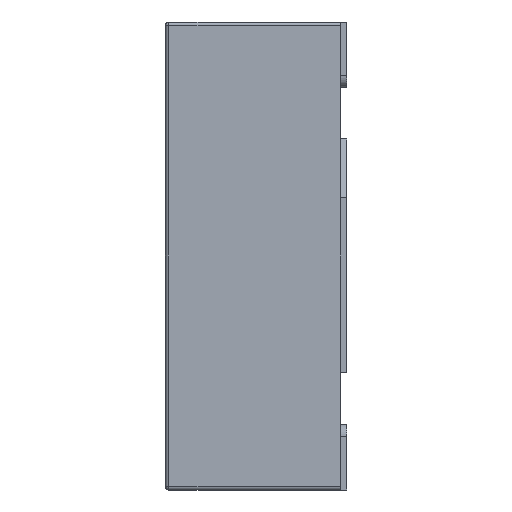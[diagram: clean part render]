
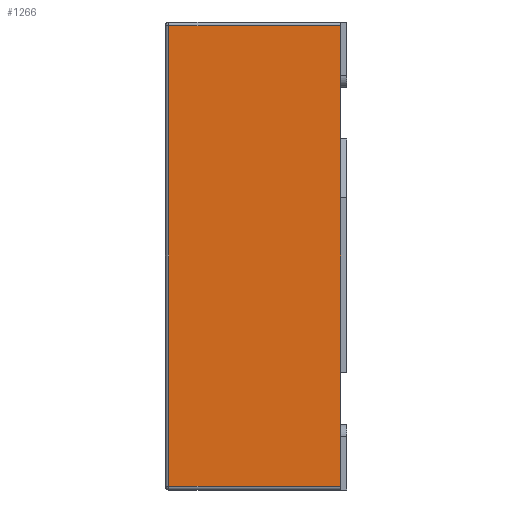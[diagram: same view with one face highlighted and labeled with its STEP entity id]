
A CAD part, left-side view. The second image highlights one B-rep face of the part: STEP entity #1266.
In plain terms, the highlighted planar face has unit normal (-1, 0, 0).
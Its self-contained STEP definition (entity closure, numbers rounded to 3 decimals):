
#182 = ORIENTED_EDGE ( 'NONE', *, *, #4585, .T. ) ;
#317 = VECTOR ( 'NONE', #3778, 1000. ) ;
#559 = ORIENTED_EDGE ( 'NONE', *, *, #2487, .T. ) ;
#585 = DIRECTION ( 'NONE',  ( 0., 1., 0. ) ) ;
#667 = CARTESIAN_POINT ( 'NONE',  ( -1., 0.775, 0.985 ) ) ;
#684 = CARTESIAN_POINT ( 'NONE',  ( -1., 0.025, -0.985 ) ) ;
#705 = VECTOR ( 'NONE', #797, 1000. ) ;
#797 = DIRECTION ( 'NONE',  ( 0., 0., -1. ) ) ;
#803 = FACE_OUTER_BOUND ( 'NONE', #4489, .T. ) ;
#820 = LINE ( 'NONE', #4228, #705 ) ;
#1057 = VERTEX_POINT ( 'NONE', #3126 ) ;
#1266 = ADVANCED_FACE ( 'NONE', ( #803 ), #1710, .F. ) ;
#1342 = EDGE_CURVE ( 'NONE', #4730, #1057, #2226, .T. ) ;
#1710 = PLANE ( 'NONE',  #4853 ) ;
#1894 = VECTOR ( 'NONE', #3320, 1000. ) ;
#1972 = ORIENTED_EDGE ( 'NONE', *, *, #1342, .T. ) ;
#2226 = LINE ( 'NONE', #3830, #317 ) ;
#2445 = ORIENTED_EDGE ( 'NONE', *, *, #3057, .T. ) ;
#2487 = EDGE_CURVE ( 'NONE', #2711, #4207, #820, .T. ) ;
#2641 = CARTESIAN_POINT ( 'NONE',  ( -1., 0.76, 0.985 ) ) ;
#2711 = VERTEX_POINT ( 'NONE', #2641 ) ;
#2721 = CARTESIAN_POINT ( 'NONE',  ( -1., 0.775, -1. ) ) ;
#2733 = DIRECTION ( 'NONE',  ( 1., 0., 0. ) ) ;
#2748 = DIRECTION ( 'NONE',  ( 0., 0., -1. ) ) ;
#3057 = EDGE_CURVE ( 'NONE', #1057, #2711, #3637, .T. ) ;
#3126 = CARTESIAN_POINT ( 'NONE',  ( -1., 0.025, 0.985 ) ) ;
#3320 = DIRECTION ( 'NONE',  ( 0., -1., 0. ) ) ;
#3327 = CARTESIAN_POINT ( 'NONE',  ( -1., 0.76, -0.985 ) ) ;
#3403 = CARTESIAN_POINT ( 'NONE',  ( -1., 0.025, -0.985 ) ) ;
#3637 = LINE ( 'NONE', #667, #4514 ) ;
#3778 = DIRECTION ( 'NONE',  ( 0., 0., 1. ) ) ;
#3830 = CARTESIAN_POINT ( 'NONE',  ( -1., 0.025, -1. ) ) ;
#3892 = LINE ( 'NONE', #684, #1894 ) ;
#4207 = VERTEX_POINT ( 'NONE', #3327 ) ;
#4228 = CARTESIAN_POINT ( 'NONE',  ( -1., 0.76, -1. ) ) ;
#4489 = EDGE_LOOP ( 'NONE', ( #559, #182, #1972, #2445 ) ) ;
#4514 = VECTOR ( 'NONE', #585, 1000. ) ;
#4585 = EDGE_CURVE ( 'NONE', #4207, #4730, #3892, .T. ) ;
#4730 = VERTEX_POINT ( 'NONE', #3403 ) ;
#4853 = AXIS2_PLACEMENT_3D ( 'NONE', #2721, #2733, #2748 ) ;
